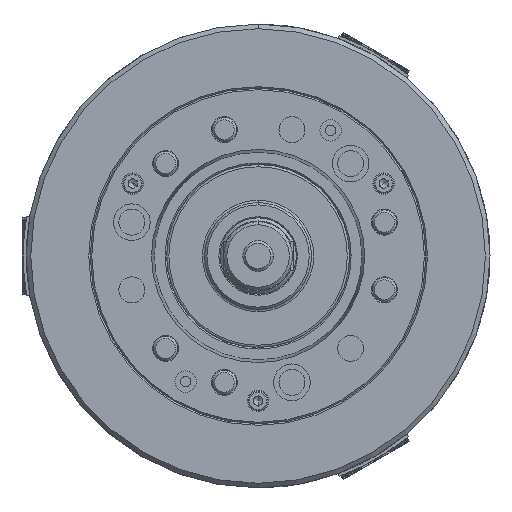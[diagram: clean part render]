
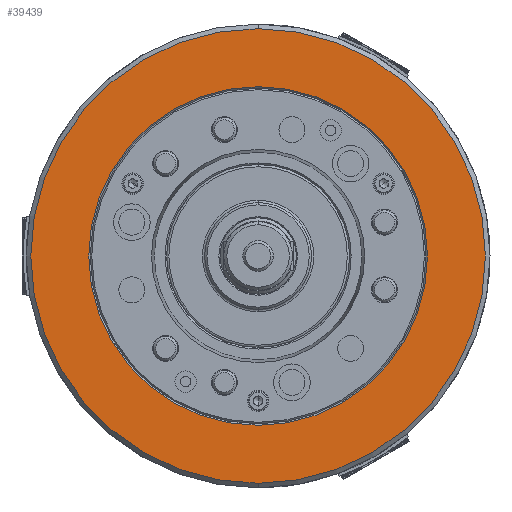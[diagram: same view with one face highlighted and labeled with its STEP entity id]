
A CAD part, left-side view. The second image highlights one B-rep face of the part: STEP entity #39439.
In plain terms, the highlighted planar face has unit normal (-1, 0, 0).
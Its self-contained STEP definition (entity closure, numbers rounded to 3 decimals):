
#234 = VERTEX_POINT ( 'NONE', #22391 ) ;
#907 = ORIENTED_EDGE ( 'NONE', *, *, #52118, .T. ) ;
#1009 = FACE_OUTER_BOUND ( 'NONE', #51456, .T. ) ;
#1626 = EDGE_LOOP ( 'NONE', ( #2964, #907 ) ) ;
#2964 = ORIENTED_EDGE ( 'NONE', *, *, #39096, .T. ) ;
#3030 = CARTESIAN_POINT ( 'NONE',  ( 0., 0., 0. ) ) ;
#3746 = VERTEX_POINT ( 'NONE', #37554 ) ;
#5305 = CIRCLE ( 'NONE', #21447, 149. ) ;
#6951 = VERTEX_POINT ( 'NONE', #11167 ) ;
#7090 = DIRECTION ( 'NONE',  ( 0., 0., -1. ) ) ;
#9123 = VERTEX_POINT ( 'NONE', #29252 ) ;
#9750 = EDGE_CURVE ( 'NONE', #9123, #6951, #5305, .T. ) ;
#11167 = CARTESIAN_POINT ( 'NONE',  ( 0., 0., -149. ) ) ;
#16793 = DIRECTION ( 'NONE',  ( -1., 0., 0. ) ) ;
#16981 = CARTESIAN_POINT ( 'NONE',  ( 0., 0., 0. ) ) ;
#19272 = DIRECTION ( 'NONE',  ( 1., 0., 0. ) ) ;
#19842 = CIRCLE ( 'NONE', #42500, 149. ) ;
#21132 = DIRECTION ( 'NONE',  ( 0., 0., -1. ) ) ;
#21447 = AXIS2_PLACEMENT_3D ( 'NONE', #41185, #16793, #45209 ) ;
#22391 = CARTESIAN_POINT ( 'NONE',  ( 0., 0., -111. ) ) ;
#22984 = DIRECTION ( 'NONE',  ( -1., 0., 0. ) ) ;
#23075 = CARTESIAN_POINT ( 'NONE',  ( 0., 110., 0. ) ) ;
#24543 = CIRCLE ( 'NONE', #43123, 111. ) ;
#24809 = AXIS2_PLACEMENT_3D ( 'NONE', #23075, #19272, #47683 ) ;
#29252 = CARTESIAN_POINT ( 'NONE',  ( 0., 0., 149. ) ) ;
#31460 = DIRECTION ( 'NONE',  ( 1., 0., 0. ) ) ;
#31862 = EDGE_CURVE ( 'NONE', #6951, #9123, #19842, .T. ) ;
#34743 = ORIENTED_EDGE ( 'NONE', *, *, #31862, .T. ) ;
#37554 = CARTESIAN_POINT ( 'NONE',  ( 0., 0., 111. ) ) ;
#39096 = EDGE_CURVE ( 'NONE', #3746, #234, #24543, .T. ) ;
#39439 = ADVANCED_FACE ( 'NONE', ( #44166, #1009 ), #43635, .F. ) ;
#41185 = CARTESIAN_POINT ( 'NONE',  ( 0., 0., 0. ) ) ;
#42500 = AXIS2_PLACEMENT_3D ( 'NONE', #47236, #22984, #51369 ) ;
#43123 = AXIS2_PLACEMENT_3D ( 'NONE', #16981, #45397, #21132 ) ;
#43635 = PLANE ( 'NONE',  #24809 ) ;
#44166 = FACE_BOUND ( 'NONE', #1626, .T. ) ;
#44168 = ORIENTED_EDGE ( 'NONE', *, *, #9750, .T. ) ;
#45209 = DIRECTION ( 'NONE',  ( 0., 0., -1. ) ) ;
#45397 = DIRECTION ( 'NONE',  ( 1., 0., 0. ) ) ;
#46608 = CIRCLE ( 'NONE', #47469, 111. ) ;
#47236 = CARTESIAN_POINT ( 'NONE',  ( 0., 0., 0. ) ) ;
#47469 = AXIS2_PLACEMENT_3D ( 'NONE', #3030, #31460, #7090 ) ;
#47683 = DIRECTION ( 'NONE',  ( 0., 0., -1. ) ) ;
#51369 = DIRECTION ( 'NONE',  ( 0., 0., -1. ) ) ;
#51456 = EDGE_LOOP ( 'NONE', ( #34743, #44168 ) ) ;
#52118 = EDGE_CURVE ( 'NONE', #234, #3746, #46608, .T. ) ;
